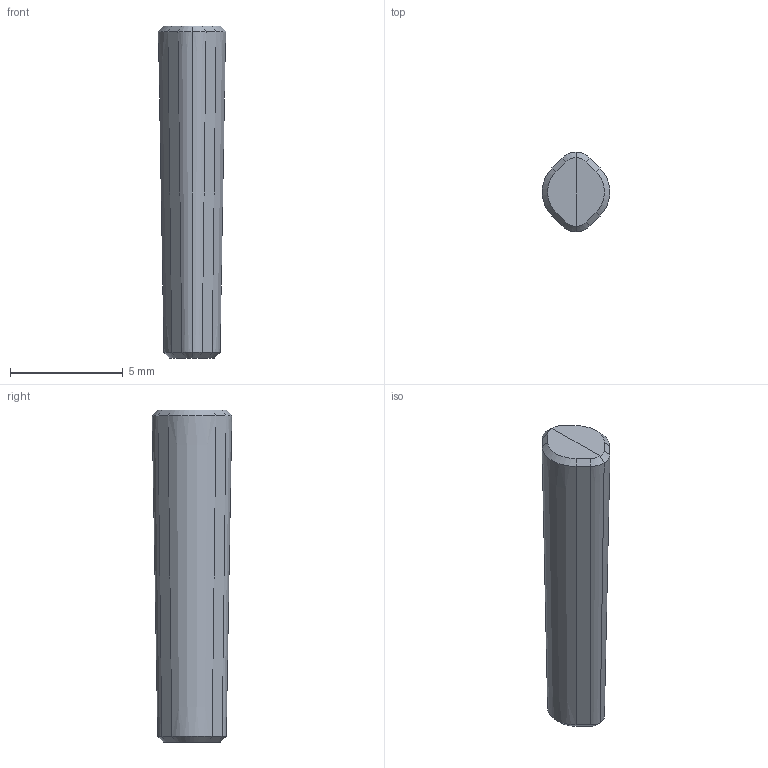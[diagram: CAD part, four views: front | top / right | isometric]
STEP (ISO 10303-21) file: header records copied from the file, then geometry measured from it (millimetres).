
FILE_DESCRIPTION(('FreeCAD Model'),'2;1');
FILE_NAME('Open CASCADE Shape Model','2023-01-13T10:52:28',(''),(''), 'Open CASCADE STEP processor 7.6','FreeCAD','Unknown');
FILE_SCHEMA(('AUTOMOTIVE_DESIGN { 1 0 10303 214 1 1 1 1 }'));
Length unit declared in the file: millimetre
Products named in the file (3): Magnet_3_acentric; Body001; Body002
Assembly tree (2 placements, depth 2):
  Magnet_3_acentric
    Body001
    Body002
Bounding box: 2.99 x 3.52 x 14.7 mm (x, y, z)
Volume: 96 mm3; surface area: 241.7 mm2
Topology: 2 solids, 2 shells, 36 faces, 80 edges, 48 vertices
Faces by surface type: cone 18, plane 18
Entity records: 2117 total; most frequent: CARTESIAN_POINT 447, DIRECTION 300, LINE 168, VECTOR 168, ORIENTED_EDGE 160, PCURVE 160, DEFINITIONAL_REPRESENTATION 160, EDGE_CURVE 80
